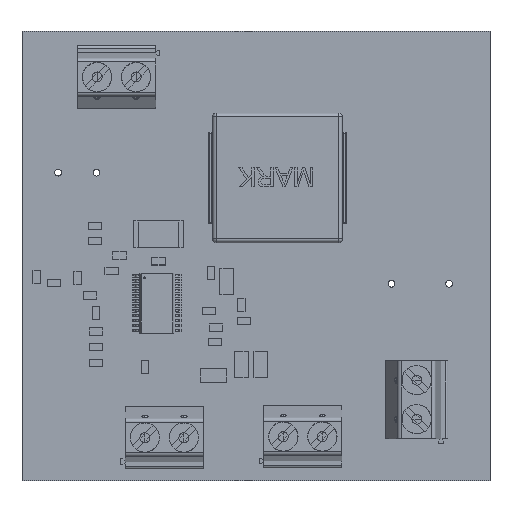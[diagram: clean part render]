
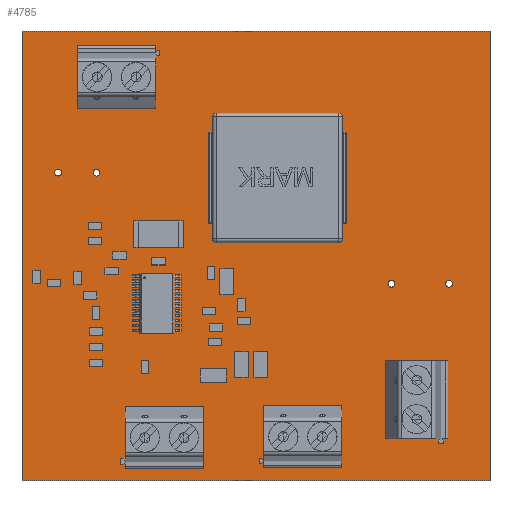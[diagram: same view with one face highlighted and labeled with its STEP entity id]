
A CAD part, top view. The second image highlights one B-rep face of the part: STEP entity #4785.
In plain terms, the highlighted planar face has unit normal (0, 0, 1).
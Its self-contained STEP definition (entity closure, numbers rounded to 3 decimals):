
#4224 = VERTEX_POINT('',#4225);
#4225 = CARTESIAN_POINT('',(81.915,40.64,0.));
#4231 = EDGE_CURVE('',#4224,#4232,#4234,.T.);
#4232 = VERTEX_POINT('',#4233);
#4233 = CARTESIAN_POINT('',(81.915,99.187,0.));
#4234 = LINE('',#4235,#4236);
#4235 = CARTESIAN_POINT('',(81.915,40.64,0.));
#4236 = VECTOR('',#4237,1.);
#4237 = DIRECTION('',(0.,1.,0.));
#4262 = EDGE_CURVE('',#4232,#4263,#4265,.T.);
#4263 = VERTEX_POINT('',#4264);
#4264 = CARTESIAN_POINT('',(142.875,99.187,0.));
#4265 = LINE('',#4266,#4267);
#4266 = CARTESIAN_POINT('',(81.915,99.187,0.));
#4267 = VECTOR('',#4268,1.);
#4268 = DIRECTION('',(1.,0.,0.));
#4293 = EDGE_CURVE('',#4263,#4294,#4296,.T.);
#4294 = VERTEX_POINT('',#4295);
#4295 = CARTESIAN_POINT('',(142.875,40.64,0.));
#4296 = LINE('',#4297,#4298);
#4297 = CARTESIAN_POINT('',(142.875,99.187,0.));
#4298 = VECTOR('',#4299,1.);
#4299 = DIRECTION('',(0.,-1.,0.));
#4324 = EDGE_CURVE('',#4294,#4224,#4325,.T.);
#4325 = LINE('',#4326,#4327);
#4326 = CARTESIAN_POINT('',(142.875,40.64,0.));
#4327 = VECTOR('',#4328,1.);
#4328 = DIRECTION('',(-1.,0.,0.));
#4348 = VERTEX_POINT('',#4349);
#4349 = CARTESIAN_POINT('',(92.058,80.772,0.));
#4355 = EDGE_CURVE('',#4348,#4348,#4356,.T.);
#4356 = CIRCLE('',#4357,0.445);
#4357 = AXIS2_PLACEMENT_3D('',#4358,#4359,#4360);
#4358 = CARTESIAN_POINT('',(91.614,80.772,0.));
#4359 = DIRECTION('',(0.,0.,1.));
#4360 = DIRECTION('',(1.,0.,0.));
#4381 = VERTEX_POINT('',#4382);
#4382 = CARTESIAN_POINT('',(103.647,46.228,0.));
#4388 = EDGE_CURVE('',#4381,#4381,#4389,.T.);
#4389 = CIRCLE('',#4390,0.65);
#4390 = AXIS2_PLACEMENT_3D('',#4391,#4392,#4393);
#4391 = CARTESIAN_POINT('',(102.997,46.228,0.));
#4392 = DIRECTION('',(0.,0.,1.));
#4393 = DIRECTION('',(1.,0.,0.));
#4414 = VERTEX_POINT('',#4415);
#4415 = CARTESIAN_POINT('',(98.567,46.228,0.));
#4421 = EDGE_CURVE('',#4414,#4414,#4422,.T.);
#4422 = CIRCLE('',#4423,0.65);
#4423 = AXIS2_PLACEMENT_3D('',#4424,#4425,#4426);
#4424 = CARTESIAN_POINT('',(97.917,46.228,0.));
#4425 = DIRECTION('',(0.,0.,1.));
#4426 = DIRECTION('',(1.,0.,0.));
#4447 = VERTEX_POINT('',#4448);
#4448 = CARTESIAN_POINT('',(87.059,80.772,0.));
#4454 = EDGE_CURVE('',#4447,#4447,#4455,.T.);
#4455 = CIRCLE('',#4456,0.445);
#4456 = AXIS2_PLACEMENT_3D('',#4457,#4458,#4459);
#4457 = CARTESIAN_POINT('',(86.614,80.772,0.));
#4458 = DIRECTION('',(0.,0.,1.));
#4459 = DIRECTION('',(1.,0.,0.));
#4480 = VERTEX_POINT('',#4481);
#4481 = CARTESIAN_POINT('',(97.424,93.218,0.));
#4487 = EDGE_CURVE('',#4480,#4480,#4488,.T.);
#4488 = CIRCLE('',#4489,0.65);
#4489 = AXIS2_PLACEMENT_3D('',#4490,#4491,#4492);
#4490 = CARTESIAN_POINT('',(96.774,93.218,0.));
#4491 = DIRECTION('',(0.,0.,1.));
#4492 = DIRECTION('',(1.,0.,0.));
#4513 = VERTEX_POINT('',#4514);
#4514 = CARTESIAN_POINT('',(92.344,93.218,0.));
#4520 = EDGE_CURVE('',#4513,#4513,#4521,.T.);
#4521 = CIRCLE('',#4522,0.65);
#4522 = AXIS2_PLACEMENT_3D('',#4523,#4524,#4525);
#4523 = CARTESIAN_POINT('',(91.694,93.218,0.));
#4524 = DIRECTION('',(0.,0.,1.));
#4525 = DIRECTION('',(1.,0.,0.));
#4546 = VERTEX_POINT('',#4547);
#4547 = CARTESIAN_POINT('',(116.601,46.355,0.));
#4553 = EDGE_CURVE('',#4546,#4546,#4554,.T.);
#4554 = CIRCLE('',#4555,0.65);
#4555 = AXIS2_PLACEMENT_3D('',#4556,#4557,#4558);
#4556 = CARTESIAN_POINT('',(115.951,46.355,0.));
#4557 = DIRECTION('',(0.,0.,1.));
#4558 = DIRECTION('',(1.,0.,0.));
#4579 = VERTEX_POINT('',#4580);
#4580 = CARTESIAN_POINT('',(121.681,46.355,0.));
#4586 = EDGE_CURVE('',#4579,#4579,#4587,.T.);
#4587 = CIRCLE('',#4588,0.65);
#4588 = AXIS2_PLACEMENT_3D('',#4589,#4590,#4591);
#4589 = CARTESIAN_POINT('',(121.031,46.355,0.));
#4590 = DIRECTION('',(0.,0.,1.));
#4591 = DIRECTION('',(1.,0.,0.));
#4612 = VERTEX_POINT('',#4613);
#4613 = CARTESIAN_POINT('',(134.,48.641,0.));
#4619 = EDGE_CURVE('',#4612,#4612,#4620,.T.);
#4620 = CIRCLE('',#4621,0.65);
#4621 = AXIS2_PLACEMENT_3D('',#4622,#4623,#4624);
#4622 = CARTESIAN_POINT('',(133.35,48.641,0.));
#4623 = DIRECTION('',(0.,0.,1.));
#4624 = DIRECTION('',(1.,0.,0.));
#4645 = VERTEX_POINT('',#4646);
#4646 = CARTESIAN_POINT('',(130.493,66.294,0.));
#4652 = EDGE_CURVE('',#4645,#4645,#4653,.T.);
#4653 = CIRCLE('',#4654,0.445);
#4654 = AXIS2_PLACEMENT_3D('',#4655,#4656,#4657);
#4655 = CARTESIAN_POINT('',(130.048,66.294,0.));
#4656 = DIRECTION('',(0.,0.,1.));
#4657 = DIRECTION('',(1.,0.,0.));
#4678 = VERTEX_POINT('',#4679);
#4679 = CARTESIAN_POINT('',(134.,53.721,0.));
#4685 = EDGE_CURVE('',#4678,#4678,#4686,.T.);
#4686 = CIRCLE('',#4687,0.65);
#4687 = AXIS2_PLACEMENT_3D('',#4688,#4689,#4690);
#4688 = CARTESIAN_POINT('',(133.35,53.721,0.));
#4689 = DIRECTION('',(0.,0.,1.));
#4690 = DIRECTION('',(1.,0.,0.));
#4711 = VERTEX_POINT('',#4712);
#4712 = CARTESIAN_POINT('',(137.986,66.294,0.));
#4718 = EDGE_CURVE('',#4711,#4711,#4719,.T.);
#4719 = CIRCLE('',#4720,0.445);
#4720 = AXIS2_PLACEMENT_3D('',#4721,#4722,#4723);
#4721 = CARTESIAN_POINT('',(137.541,66.294,0.));
#4722 = DIRECTION('',(0.,0.,1.));
#4723 = DIRECTION('',(1.,0.,0.));
#4785 = ADVANCED_FACE('',(#4786,#4792,#4795,#4798,#4801,#4804,#4807,
    #4810,#4813,#4816,#4819,#4822,#4825),#4828,.T.);
#4786 = FACE_BOUND('',#4787,.F.);
#4787 = EDGE_LOOP('',(#4788,#4789,#4790,#4791));
#4788 = ORIENTED_EDGE('',*,*,#4231,.T.);
#4789 = ORIENTED_EDGE('',*,*,#4262,.T.);
#4790 = ORIENTED_EDGE('',*,*,#4293,.T.);
#4791 = ORIENTED_EDGE('',*,*,#4324,.T.);
#4792 = FACE_BOUND('',#4793,.T.);
#4793 = EDGE_LOOP('',(#4794));
#4794 = ORIENTED_EDGE('',*,*,#4355,.F.);
#4795 = FACE_BOUND('',#4796,.T.);
#4796 = EDGE_LOOP('',(#4797));
#4797 = ORIENTED_EDGE('',*,*,#4388,.F.);
#4798 = FACE_BOUND('',#4799,.T.);
#4799 = EDGE_LOOP('',(#4800));
#4800 = ORIENTED_EDGE('',*,*,#4421,.F.);
#4801 = FACE_BOUND('',#4802,.T.);
#4802 = EDGE_LOOP('',(#4803));
#4803 = ORIENTED_EDGE('',*,*,#4454,.F.);
#4804 = FACE_BOUND('',#4805,.T.);
#4805 = EDGE_LOOP('',(#4806));
#4806 = ORIENTED_EDGE('',*,*,#4487,.F.);
#4807 = FACE_BOUND('',#4808,.T.);
#4808 = EDGE_LOOP('',(#4809));
#4809 = ORIENTED_EDGE('',*,*,#4520,.F.);
#4810 = FACE_BOUND('',#4811,.T.);
#4811 = EDGE_LOOP('',(#4812));
#4812 = ORIENTED_EDGE('',*,*,#4553,.F.);
#4813 = FACE_BOUND('',#4814,.T.);
#4814 = EDGE_LOOP('',(#4815));
#4815 = ORIENTED_EDGE('',*,*,#4586,.F.);
#4816 = FACE_BOUND('',#4817,.T.);
#4817 = EDGE_LOOP('',(#4818));
#4818 = ORIENTED_EDGE('',*,*,#4619,.F.);
#4819 = FACE_BOUND('',#4820,.T.);
#4820 = EDGE_LOOP('',(#4821));
#4821 = ORIENTED_EDGE('',*,*,#4652,.F.);
#4822 = FACE_BOUND('',#4823,.T.);
#4823 = EDGE_LOOP('',(#4824));
#4824 = ORIENTED_EDGE('',*,*,#4685,.F.);
#4825 = FACE_BOUND('',#4826,.T.);
#4826 = EDGE_LOOP('',(#4827));
#4827 = ORIENTED_EDGE('',*,*,#4718,.F.);
#4828 = PLANE('',#4829);
#4829 = AXIS2_PLACEMENT_3D('',#4830,#4831,#4832);
#4830 = CARTESIAN_POINT('',(81.915,40.64,0.));
#4831 = DIRECTION('',(0.,0.,1.));
#4832 = DIRECTION('',(1.,0.,0.));
